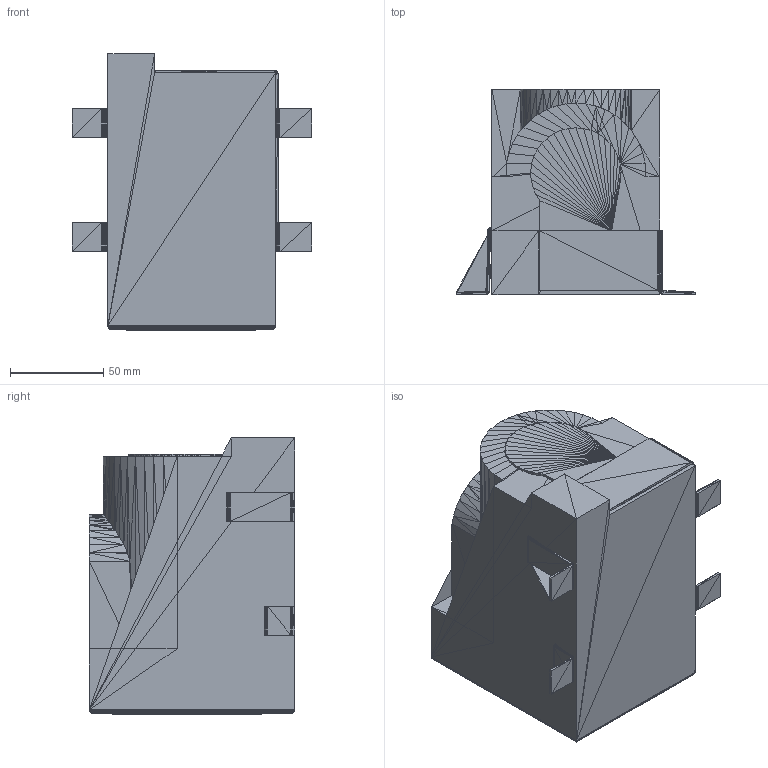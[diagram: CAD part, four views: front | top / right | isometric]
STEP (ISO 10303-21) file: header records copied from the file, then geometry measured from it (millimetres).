
FILE_DESCRIPTION(/* description */ (''),/* implementation_level */ '2;1');
FILE_NAME(/* name */ '12748.step',/* time_stamp */ '2021-10-22T10:20:54+02:00',/* author */ (''),/* organization */ (''),/* preprocessor_version */ 'ST-DEVELOPER v18.1',/* originating_system */ 'Autodesk Translation Framework v10.10.0.1391',/* authorisation */ '');
FILE_SCHEMA (('AUTOMOTIVE_DESIGN { 1 0 10303 214 3 1 1 }'));
Length unit declared in the file: millimetre
Products named in the file (1): (Nicht gespeichert)
Bounding box: 128.35 x 110 x 148 mm (x, y, z)
Volume: 1006569.6 mm3; surface area: 129877.4 mm2
Topology: 6 solids, 6 shells, 1736 faces, 2612 edges, 888 vertices
Faces by surface type: plane 1736
Entity records: 34004 total; most frequent: DIRECTION 6086, CARTESIAN_POINT 5237, ORIENTED_EDGE 5224, LINE 2612, VECTOR 2612, EDGE_CURVE 2612, AXIS2_PLACEMENT_3D 1737, FACE_OUTER_BOUND 1736
